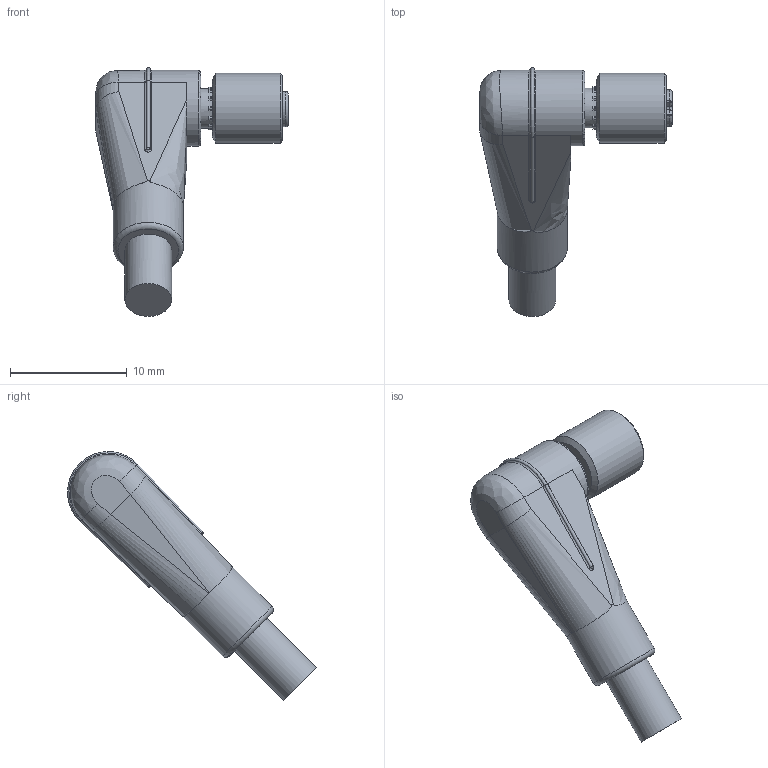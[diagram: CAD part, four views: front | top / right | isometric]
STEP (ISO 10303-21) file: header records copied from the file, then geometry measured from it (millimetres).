
FILE_DESCRIPTION(/* description */ (''),/* implementation_level */ '2;1');
FILE_NAME(/* name */ 'VK200361.stp',/* time_stamp */ '2017-03-15T10:56:13+01:00',/* author */ ('galensa'),/* organization */ (''),/* preprocessor_version */ 'ST-DEVELOPER v15.2',/* originating_system */ 'Autodesk Inventor 2014',/* authorisation */ '');
FILE_SCHEMA (('AUTOMOTIVE_DESIGN { 1 0 10303 214 3 1 1 }'));
Length unit declared in the file: millimetre
Products named in the file (1): VK200361
Bounding box: 16.5 x 21.35 x 21.35 mm (x, y, z)
Volume: 1022.3 mm3; surface area: 895.9 mm2
Topology: 1 solids, 1 shells, 169 faces, 443 edges, 278 vertices
Faces by surface type: plane 77, cylinder 43, cone 28, torus 10, bspline 9, sphere 2
Full cylindrical faces by diameter (mm): 0.5 x4, 0.52 x4, 3.15 x1, 3.4 x1, 4 x1, 4.4 x1, 5.2 x1, 6 x1, 6.02 x1, 6.5 x1
Entity records: 5291 total; most frequent: CARTESIAN_POINT 1496, DIRECTION 814, ORIENTED_EDGE 764, EDGE_CURVE 382, AXIS2_PLACEMENT_3D 332, VERTEX_POINT 253, EDGE_LOOP 201, FACE_OUTER_BOUND 166
